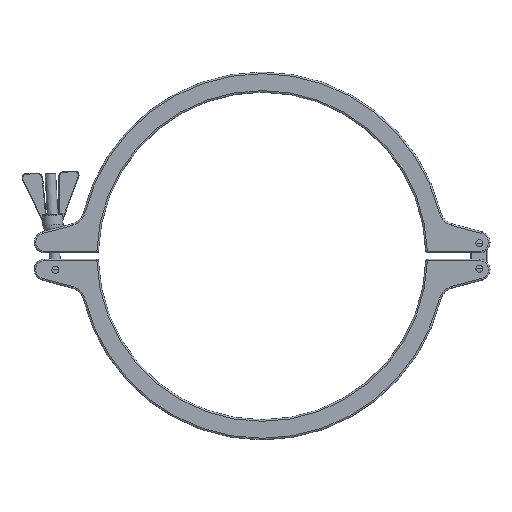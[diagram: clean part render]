
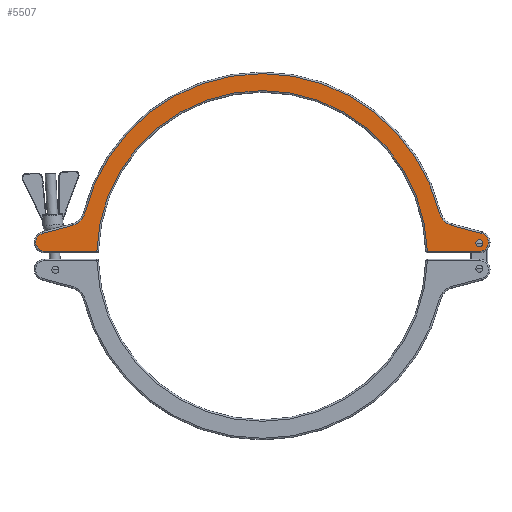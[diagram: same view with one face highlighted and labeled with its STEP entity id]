
A CAD part, top view. The second image highlights one B-rep face of the part: STEP entity #5507.
In plain terms, the highlighted planar face has unit normal (0, 0, 1).
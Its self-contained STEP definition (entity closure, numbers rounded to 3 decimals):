
#188 = CARTESIAN_POINT ( 'NONE',  ( -207.2, 21.21, 12. ) ) ;
#382 = VERTEX_POINT ( 'NONE', #2010 ) ;
#410 = VECTOR ( 'NONE', #9318, 1000. ) ;
#808 = DIRECTION ( 'NONE',  ( -0.966, 0.259, 0. ) ) ;
#888 = ORIENTED_EDGE ( 'NONE', *, *, #10656, .T. ) ;
#898 = DIRECTION ( 'NONE',  ( 1., 0., 0. ) ) ;
#1124 = AXIS2_PLACEMENT_3D ( 'NONE', #3011, #7785, #898 ) ;
#1355 = DIRECTION ( 'NONE',  ( 1., 0., 0. ) ) ;
#1444 = CARTESIAN_POINT ( 'NONE',  ( 208.3, 12., 12. ) ) ;
#1471 = CARTESIAN_POINT ( 'NONE',  ( 205., 4.5, 12. ) ) ;
#1482 = ORIENTED_EDGE ( 'NONE', *, *, #8175, .T. ) ;
#1796 = CARTESIAN_POINT ( 'NONE',  ( 0., 0., 12. ) ) ;
#2010 = CARTESIAN_POINT ( 'NONE',  ( 167.084, 40.83, 12. ) ) ;
#2045 = EDGE_CURVE ( 'NONE', #3031, #14326, #2078, .T. ) ;
#2078 = LINE ( 'NONE', #5535, #15137 ) ;
#2209 = EDGE_CURVE ( 'NONE', #12087, #3031, #8623, .T. ) ;
#2436 = DIRECTION ( 'NONE',  ( 1., 0., 0. ) ) ;
#2493 = VERTEX_POINT ( 'NONE', #8856 ) ;
#2497 = CIRCLE ( 'NONE', #13228, 172. ) ;
#2507 = CIRCLE ( 'NONE', #5017, 8.5 ) ;
#2556 = EDGE_CURVE ( 'NONE', #14643, #15354, #15432, .T. ) ;
#2641 = AXIS2_PLACEMENT_3D ( 'NONE', #15451, #9501, #8406 ) ;
#2744 = DIRECTION ( 'NONE',  ( 1., 0., 0. ) ) ;
#2897 = FACE_OUTER_BOUND ( 'NONE', #11819, .T. ) ;
#3011 = CARTESIAN_POINT ( 'NONE',  ( 205., 12., 12. ) ) ;
#3031 = VERTEX_POINT ( 'NONE', #11296 ) ;
#3387 = VERTEX_POINT ( 'NONE', #7930 ) ;
#3398 = EDGE_CURVE ( 'NONE', #3387, #13364, #12472, .T. ) ;
#3459 = CIRCLE ( 'NONE', #12195, 8.5 ) ;
#3566 = CARTESIAN_POINT ( 'NONE',  ( -178.841, 28.809, 12. ) ) ;
#3866 = CARTESIAN_POINT ( 'NONE',  ( -183.112, 44.747, 12. ) ) ;
#4038 = DIRECTION ( 'NONE',  ( 1., 0., 0. ) ) ;
#4184 = CARTESIAN_POINT ( 'NONE',  ( 178.841, 28.809, 12. ) ) ;
#4368 = DIRECTION ( 'NONE',  ( 0., 0., -1. ) ) ;
#4495 = CARTESIAN_POINT ( 'NONE',  ( -207.2, 21.21, 12. ) ) ;
#4831 = DIRECTION ( 'NONE',  ( 0., 0., -1. ) ) ;
#5017 = AXIS2_PLACEMENT_3D ( 'NONE', #7791, #9975, #4038 ) ;
#5507 = ADVANCED_FACE ( 'NONE', ( #2897, #12515 ), #7741, .T. ) ;
#5535 = CARTESIAN_POINT ( 'NONE',  ( 205., 4.5, 12. ) ) ;
#5658 = DIRECTION ( 'NONE',  ( 0., 0., 1. ) ) ;
#5879 = CARTESIAN_POINT ( 'NONE',  ( 205., 13., 12. ) ) ;
#5998 = EDGE_CURVE ( 'NONE', #11924, #9325, #6134, .T. ) ;
#6134 = CIRCLE ( 'NONE', #1124, 3.3 ) ;
#6218 = ORIENTED_EDGE ( 'NONE', *, *, #14969, .T. ) ;
#6222 = ORIENTED_EDGE ( 'NONE', *, *, #9629, .T. ) ;
#6382 = DIRECTION ( 'NONE',  ( 1., 0., 0. ) ) ;
#7303 = CARTESIAN_POINT ( 'NONE',  ( 213.5, 13., 12. ) ) ;
#7483 = CIRCLE ( 'NONE', #12209, 8.5 ) ;
#7669 = DIRECTION ( 'NONE',  ( 1., 0., 0. ) ) ;
#7741 = PLANE ( 'NONE',  #10394 ) ;
#7785 = DIRECTION ( 'NONE',  ( 0., 0., 1. ) ) ;
#7791 = CARTESIAN_POINT ( 'NONE',  ( 205., 13., 12. ) ) ;
#7802 = ORIENTED_EDGE ( 'NONE', *, *, #11319, .T. ) ;
#7930 = CARTESIAN_POINT ( 'NONE',  ( 207.2, 21.21, 12. ) ) ;
#8175 = EDGE_CURVE ( 'NONE', #15354, #2493, #7483, .T. ) ;
#8251 = LINE ( 'NONE', #13020, #13635 ) ;
#8406 = DIRECTION ( 'NONE',  ( 1., 0., 0. ) ) ;
#8596 = DIRECTION ( 'NONE',  ( 0., 0., 1. ) ) ;
#8623 = CIRCLE ( 'NONE', #2641, 156. ) ;
#8628 = AXIS2_PLACEMENT_3D ( 'NONE', #3866, #4831, #14575 ) ;
#8856 = CARTESIAN_POINT ( 'NONE',  ( -205., 4.5, 12. ) ) ;
#8999 = CARTESIAN_POINT ( 'NONE',  ( 201.7, 12., 12. ) ) ;
#9029 = ORIENTED_EDGE ( 'NONE', *, *, #2556, .T. ) ;
#9050 = DIRECTION ( 'NONE',  ( 1., 0., 0. ) ) ;
#9133 = CARTESIAN_POINT ( 'NONE',  ( 183.112, 44.747, 12. ) ) ;
#9164 = CARTESIAN_POINT ( 'NONE',  ( -167.084, 40.83, 12. ) ) ;
#9177 = ORIENTED_EDGE ( 'NONE', *, *, #9804, .F. ) ;
#9213 = AXIS2_PLACEMENT_3D ( 'NONE', #9133, #4368, #9050 ) ;
#9218 = VERTEX_POINT ( 'NONE', #7303 ) ;
#9318 = DIRECTION ( 'NONE',  ( -0.966, -0.259, 0. ) ) ;
#9325 = VERTEX_POINT ( 'NONE', #8999 ) ;
#9501 = DIRECTION ( 'NONE',  ( 0., 0., -1. ) ) ;
#9629 = EDGE_CURVE ( 'NONE', #9218, #3387, #3459, .T. ) ;
#9703 = DIRECTION ( 'NONE',  ( 0., 0., 1. ) ) ;
#9804 = EDGE_CURVE ( 'NONE', #9325, #11924, #10209, .T. ) ;
#9850 = ORIENTED_EDGE ( 'NONE', *, *, #15315, .T. ) ;
#9975 = DIRECTION ( 'NONE',  ( 0., 0., 1. ) ) ;
#10209 = CIRCLE ( 'NONE', #13209, 3.3 ) ;
#10392 = EDGE_CURVE ( 'NONE', #13364, #382, #14968, .T. ) ;
#10394 = AXIS2_PLACEMENT_3D ( 'NONE', #1796, #13461, #7669 ) ;
#10656 = EDGE_CURVE ( 'NONE', #382, #15437, #2497, .T. ) ;
#11296 = CARTESIAN_POINT ( 'NONE',  ( 155.935, 4.5, 12. ) ) ;
#11309 = CARTESIAN_POINT ( 'NONE',  ( 178.841, 28.809, 12. ) ) ;
#11319 = EDGE_CURVE ( 'NONE', #14326, #9218, #2507, .T. ) ;
#11359 = ORIENTED_EDGE ( 'NONE', *, *, #5998, .F. ) ;
#11819 = EDGE_LOOP ( 'NONE', ( #6218, #14820, #12347, #7802, #6222, #13284, #12375, #888, #9850, #9029, #1482 ) ) ;
#11924 = VERTEX_POINT ( 'NONE', #1444 ) ;
#12087 = VERTEX_POINT ( 'NONE', #12385 ) ;
#12195 = AXIS2_PLACEMENT_3D ( 'NONE', #5879, #5658, #15268 ) ;
#12209 = AXIS2_PLACEMENT_3D ( 'NONE', #13483, #12297, #6382 ) ;
#12297 = DIRECTION ( 'NONE',  ( 0., 0., 1. ) ) ;
#12347 = ORIENTED_EDGE ( 'NONE', *, *, #2045, .T. ) ;
#12375 = ORIENTED_EDGE ( 'NONE', *, *, #10392, .T. ) ;
#12385 = CARTESIAN_POINT ( 'NONE',  ( -155.935, 4.5, 12. ) ) ;
#12472 = LINE ( 'NONE', #4184, #13377 ) ;
#12515 = FACE_BOUND ( 'NONE', #14212, .T. ) ;
#12798 = DIRECTION ( 'NONE',  ( 1., 0., 0. ) ) ;
#13020 = CARTESIAN_POINT ( 'NONE',  ( -154.471, 4.5, 12. ) ) ;
#13209 = AXIS2_PLACEMENT_3D ( 'NONE', #15424, #9703, #2436 ) ;
#13228 = AXIS2_PLACEMENT_3D ( 'NONE', #13302, #8596, #2744 ) ;
#13284 = ORIENTED_EDGE ( 'NONE', *, *, #3398, .T. ) ;
#13302 = CARTESIAN_POINT ( 'NONE',  ( 0., 0., 12. ) ) ;
#13364 = VERTEX_POINT ( 'NONE', #11309 ) ;
#13377 = VECTOR ( 'NONE', #808, 1000. ) ;
#13461 = DIRECTION ( 'NONE',  ( 0., 0., 1. ) ) ;
#13483 = CARTESIAN_POINT ( 'NONE',  ( -205., 13., 12. ) ) ;
#13635 = VECTOR ( 'NONE', #1355, 1000. ) ;
#14212 = EDGE_LOOP ( 'NONE', ( #9177, #11359 ) ) ;
#14326 = VERTEX_POINT ( 'NONE', #1471 ) ;
#14575 = DIRECTION ( 'NONE',  ( 1., 0., 0. ) ) ;
#14643 = VERTEX_POINT ( 'NONE', #3566 ) ;
#14820 = ORIENTED_EDGE ( 'NONE', *, *, #2209, .T. ) ;
#14968 = CIRCLE ( 'NONE', #9213, 16.5 ) ;
#14969 = EDGE_CURVE ( 'NONE', #2493, #12087, #8251, .T. ) ;
#15137 = VECTOR ( 'NONE', #12798, 1000. ) ;
#15268 = DIRECTION ( 'NONE',  ( 1., 0., 0. ) ) ;
#15315 = EDGE_CURVE ( 'NONE', #15437, #14643, #15390, .T. ) ;
#15354 = VERTEX_POINT ( 'NONE', #188 ) ;
#15390 = CIRCLE ( 'NONE', #8628, 16.5 ) ;
#15424 = CARTESIAN_POINT ( 'NONE',  ( 205., 12., 12. ) ) ;
#15432 = LINE ( 'NONE', #4495, #410 ) ;
#15437 = VERTEX_POINT ( 'NONE', #9164 ) ;
#15451 = CARTESIAN_POINT ( 'NONE',  ( 0., 0., 12. ) ) ;
